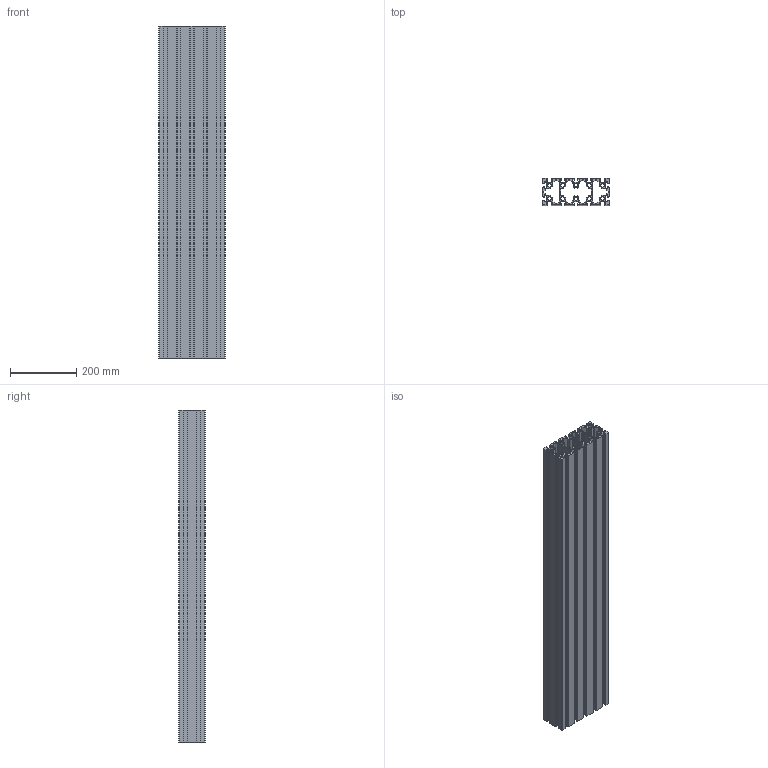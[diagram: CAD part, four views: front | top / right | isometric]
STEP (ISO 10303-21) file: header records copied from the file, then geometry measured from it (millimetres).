
FILE_DESCRIPTION (( 'STEP AP214' ), '1' );
FILE_NAME ('Ñáîðêà1.STEP', '2025-04-07T12:49:17', ( '' ), ( '' ), 'SwSTEP 2.0', 'SolidWorks 2025', '' );
FILE_SCHEMA (( 'AUTOMOTIVE_DESIGN' ));
Length unit declared in the file: millimetre
Products named in the file (2): Сборка1; 4820 Профиль конструкционный 80х200 (Ан. серебро)_01
Assembly tree (1 placements, depth 2):
  Сборка1
    4820 Профиль конструкционный 80х200 (Ан. серебро)_01
Bounding box: 200 x 80 x 1000 mm (x, y, z)
Volume: 4280977.9 mm3; surface area: 2126701.6 mm2
Topology: 1 solids, 1 shells, 548 faces, 1638 edges, 1092 vertices
Faces by surface type: cylinder 282, plane 266
Entity records: 18684 total; most frequent: DIRECTION 3306, CARTESIAN_POINT 3282, ORIENTED_EDGE 3276, EDGE_CURVE 1638, AXIS2_PLACEMENT_3D 1116, VERTEX_POINT 1092, LINE 1074, VECTOR 1074
